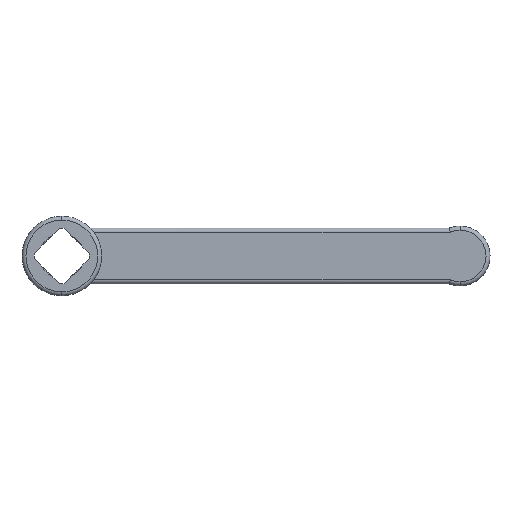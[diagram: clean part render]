
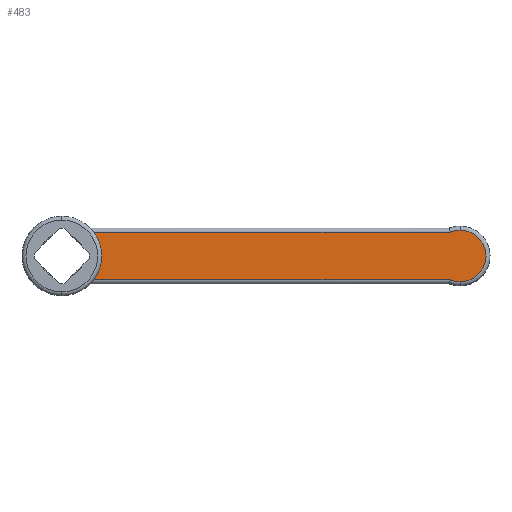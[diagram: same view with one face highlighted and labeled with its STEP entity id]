
A CAD part, left-side view. The second image highlights one B-rep face of the part: STEP entity #483.
In plain terms, the highlighted planar face has unit normal (-1, 0, 0).
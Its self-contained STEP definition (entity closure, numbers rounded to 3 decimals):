
#357=EDGE_CURVE('',#637,#659,#959,.T.);
#471=EDGE_CURVE('',#725,#527,#1079,.T.);
#483=ADVANCED_FACE('',(#1092),#1093,.T.);
#527=VERTEX_POINT('',#1142);
#539=EDGE_CURVE('',#629,#541,#1154,.T.);
#541=VERTEX_POINT('',#1156);
#547=EDGE_CURVE('',#541,#637,#1162,.T.);
#629=VERTEX_POINT('',#1255);
#637=VERTEX_POINT('',#1264);
#659=VERTEX_POINT('',#1289);
#725=VERTEX_POINT('',#1361);
#741=EDGE_CURVE('',#527,#659,#1380,.T.);
#809=EDGE_CURVE('',#725,#629,#1455,.T.);
#959=CIRCLE('',#1643,10.4);
#1079=CIRCLE('',#1905,16.0);
#1092=FACE_OUTER_BOUND('',#1921,.T.);
#1093=PLANE('',#1922);
#1142=CARTESIAN_POINT('',(22.6,-12.8,9.6));
#1154=CIRCLE('',#2055,10.4);
#1156=CARTESIAN_POINT('',(22.6,-160.0,-10.4));
#1162=CIRCLE('',#2081,10.4);
#1255=CARTESIAN_POINT('',(22.6,-156.0,-9.6));
#1264=CARTESIAN_POINT('',(22.6,-160.0,10.4));
#1289=CARTESIAN_POINT('',(22.6,-156.,9.6));
#1361=CARTESIAN_POINT('',(22.6,-12.8,-9.6));
#1380=LINE('',#2430,#2431);
#1455=LINE('',#2536,#2537);
#1643=AXIS2_PLACEMENT_3D('',#2739,#2740,#2741);
#1905=AXIS2_PLACEMENT_3D('',#2865,#2866,#2867);
#1921=EDGE_LOOP('',(#2886,#2887,#2888,#2889,#2890,#2891));
#1922=AXIS2_PLACEMENT_3D('',#2892,#2893,#2894);
#2055=AXIS2_PLACEMENT_3D('',#2961,#2962,#2963);
#2081=AXIS2_PLACEMENT_3D('',#2964,#2965,#2966);
#2430=CARTESIAN_POINT('',(22.6,0.,9.6));
#2431=VECTOR('',#3242,1.0);
#2536=CARTESIAN_POINT('',(22.6,0.,-9.6));
#2537=VECTOR('',#3323,1.0);
#2739=CARTESIAN_POINT('',(22.6,-160.0,0.0));
#2740=DIRECTION('',(-1.0,0.0,0.0));
#2741=DIRECTION('',(0.0,1.0,0.0));
#2865=CARTESIAN_POINT('',(22.6,0.0,0.0));
#2866=DIRECTION('',(-1.0,0.,0.));
#2867=DIRECTION('',(0.,0.,-1.0));
#2886=ORIENTED_EDGE('',*,*,#809,.T.);
#2887=ORIENTED_EDGE('',*,*,#539,.T.);
#2888=ORIENTED_EDGE('',*,*,#547,.T.);
#2889=ORIENTED_EDGE('',*,*,#357,.T.);
#2890=ORIENTED_EDGE('',*,*,#741,.F.);
#2891=ORIENTED_EDGE('',*,*,#471,.F.);
#2892=CARTESIAN_POINT('',(22.6,0.,-9.6));
#2893=DIRECTION('',(-1.0,0.,0.));
#2894=DIRECTION('',(0.,0.,-1.0));
#2961=CARTESIAN_POINT('',(22.6,-160.0,0.0));
#2962=DIRECTION('',(-1.0,0.0,0.0));
#2963=DIRECTION('',(0.0,1.0,0.0));
#2964=CARTESIAN_POINT('',(22.6,-160.0,0.0));
#2965=DIRECTION('',(-1.0,0.0,0.0));
#2966=DIRECTION('',(0.0,1.0,0.0));
#3242=DIRECTION('',(0.0,-1.0,0.));
#3323=DIRECTION('',(0.0,-1.0,0.));
